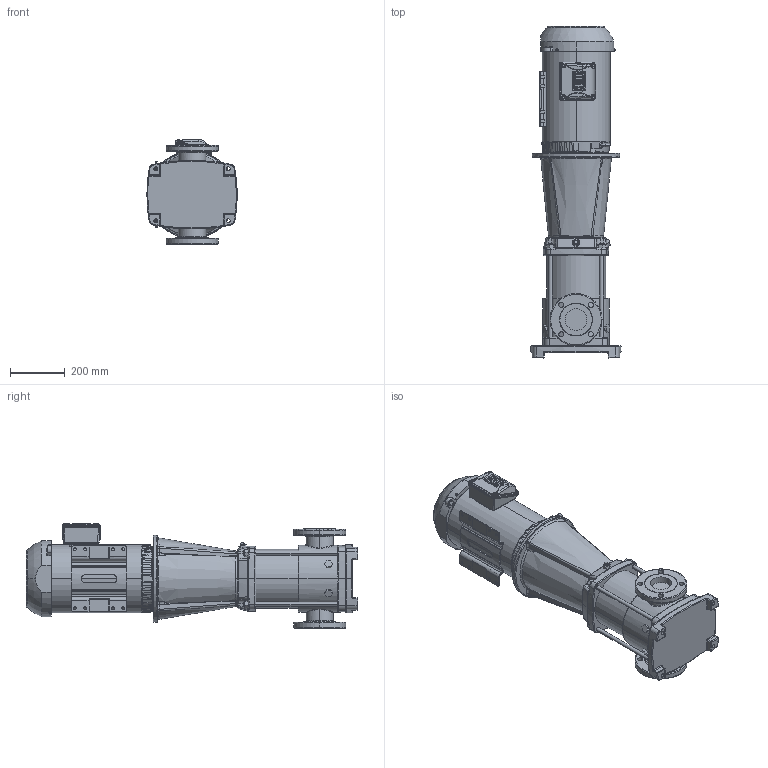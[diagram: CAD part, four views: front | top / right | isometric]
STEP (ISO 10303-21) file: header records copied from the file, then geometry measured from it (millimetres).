
FILE_DESCRIPTION (( 'STEP AP203' ), '1' );
FILE_NAME ('3350116 - MVI-225-2_1-15 HP-254TC-304-E-575~3.step', '2022-03-31T14:49:27', ( '' ), ( '' ), 'SwSTEP 2.0', 'SolidWorks 2021', '' );
FILE_SCHEMA (( 'CONFIG_CONTROL_DESIGN' ));
Length unit declared in the file: inch
Products named in the file (5): 3350116 - MVI-225-2_1-15 HP-254TC-304-E-575~3; 2700101 - NEMA V2 15 HP 254_6TC 575~3 TEFC W; MVI PEO - [304-EPDM]_3304116 - MVI-225-2_1-15 HP-254TC-304-E-S; TEFC MOTOR_2700101 - NEMA V2 15 HP 254_6TC 575~3 TEFC W; sbi_n_45-2_1_flange(NEMA)
Assembly tree (4 placements, depth 3):
  3350116 - MVI-225-2_1-15 HP-254TC-304-E-575~3
    MVI PEO - [304-EPDM]_3304116 - MVI-225-2_1-15 HP-254TC-304-E-S
      sbi_n_45-2_1_flange(NEMA)
    TEFC MOTOR_2700101 - NEMA V2 15 HP 254_6TC 575~3 TEFC W
      2700101 - NEMA V2 15 HP 254_6TC 575~3 TEFC W
Bounding box: 329.74 x 1214.47 x 385.02 mm (x, y, z)
Volume: 59755916.3 mm3; surface area: 2024939.1 mm2
Topology: 21 solids, 41 shells, 3950 faces, 10285 edges, 6683 vertices
Faces by surface type: plane 1917, cylinder 1461, bspline 305, cone 157, torus 104, sphere 6
Entity records: 152352 total; most frequent: CARTESIAN_POINT 56444, ORIENTED_EDGE 20500, DIRECTION 19232, EDGE_CURVE 10250, AXIS2_PLACEMENT_3D 6831, VERTEX_POINT 6681, VECTOR 5570, LINE 5570
